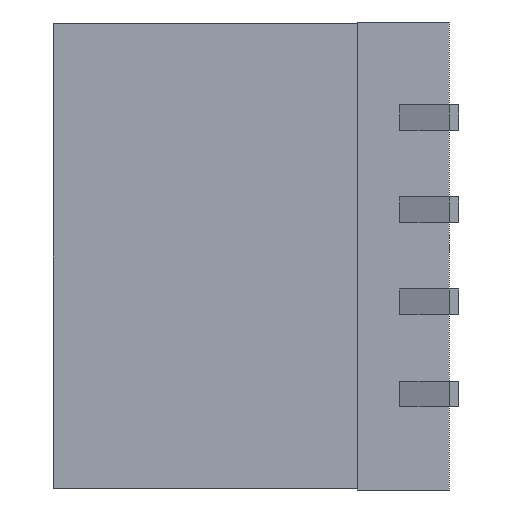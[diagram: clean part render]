
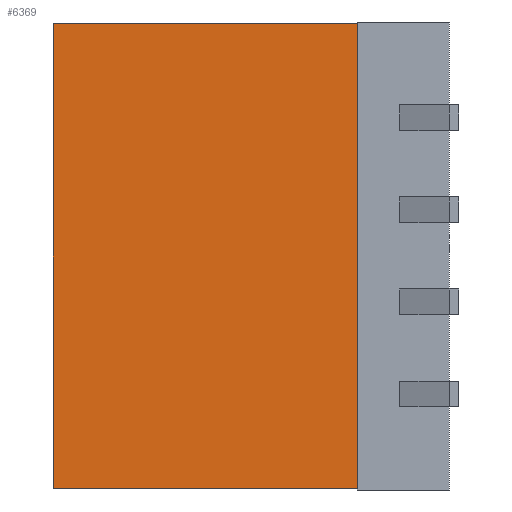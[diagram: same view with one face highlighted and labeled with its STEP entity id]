
A CAD part, left-side view. The second image highlights one B-rep face of the part: STEP entity #6369.
In plain terms, the highlighted planar face has unit normal (-1, 0, 0).
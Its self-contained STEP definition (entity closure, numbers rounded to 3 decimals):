
#58 = EDGE_LOOP ( 'NONE', ( #5007, #352, #9630, #4308 ) ) ;
#269 = LINE ( 'NONE', #7654, #8756 ) ;
#352 = ORIENTED_EDGE ( 'NONE', *, *, #7130, .F. ) ;
#467 = CARTESIAN_POINT ( 'NONE',  ( -5.2, 2.5, 6.3 ) ) ;
#645 = VERTEX_POINT ( 'NONE', #5391 ) ;
#824 = CARTESIAN_POINT ( 'NONE',  ( -5.2, 10.75, -6.3 ) ) ;
#1190 = EDGE_CURVE ( 'NONE', #4798, #645, #2395, .T. ) ;
#1530 = PLANE ( 'NONE',  #2796 ) ;
#1806 = CARTESIAN_POINT ( 'NONE',  ( -5.2, 2.5, -6.3 ) ) ;
#1927 = CARTESIAN_POINT ( 'NONE',  ( -5.2, 10.75, 2.1 ) ) ;
#1953 = DIRECTION ( 'NONE',  ( 0., -1., 0. ) ) ;
#2395 = B_SPLINE_CURVE_WITH_KNOTS ( 'NONE', 3,
 ( #3089, #2515, #1927, #3276 ),
 .UNSPECIFIED., .F., .F.,
 ( 4, 4 ),
 ( 0., 1. ),
 .UNSPECIFIED. ) ;
#2475 = CARTESIAN_POINT ( 'NONE',  ( -5.2, 2.5, -6.3 ) ) ;
#2515 = CARTESIAN_POINT ( 'NONE',  ( -5.2, 10.75, -2.1 ) ) ;
#2569 = VERTEX_POINT ( 'NONE', #1806 ) ;
#2796 = AXIS2_PLACEMENT_3D ( 'NONE', #6711, #8207, #6901 ) ;
#3084 = EDGE_CURVE ( 'NONE', #2569, #4798, #9149, .T. ) ;
#3089 = CARTESIAN_POINT ( 'NONE',  ( -5.2, 10.75, -6.3 ) ) ;
#3138 = VECTOR ( 'NONE', #1953, 1000. ) ;
#3276 = CARTESIAN_POINT ( 'NONE',  ( -5.2, 10.75, 6.3 ) ) ;
#4249 = LINE ( 'NONE', #8726, #3138 ) ;
#4308 = ORIENTED_EDGE ( 'NONE', *, *, #3084, .F. ) ;
#4798 = VERTEX_POINT ( 'NONE', #824 ) ;
#5007 = ORIENTED_EDGE ( 'NONE', *, *, #8112, .T. ) ;
#5391 = CARTESIAN_POINT ( 'NONE',  ( -5.2, 10.75, 6.3 ) ) ;
#5608 = DIRECTION ( 'NONE',  ( 0., 0., 1. ) ) ;
#6207 = VECTOR ( 'NONE', #7445, 1000. ) ;
#6369 = ADVANCED_FACE ( 'NONE', ( #6753 ), #1530, .T. ) ;
#6711 = CARTESIAN_POINT ( 'NONE',  ( -5.2, 2.5, -6.3 ) ) ;
#6753 = FACE_OUTER_BOUND ( 'NONE', #58, .T. ) ;
#6901 = DIRECTION ( 'NONE',  ( 0., 0., 1. ) ) ;
#7130 = EDGE_CURVE ( 'NONE', #645, #8287, #4249, .T. ) ;
#7445 = DIRECTION ( 'NONE',  ( 0., 1., 0. ) ) ;
#7654 = CARTESIAN_POINT ( 'NONE',  ( -5.2, 2.5, -6.3 ) ) ;
#8112 = EDGE_CURVE ( 'NONE', #2569, #8287, #269, .T. ) ;
#8207 = DIRECTION ( 'NONE',  ( -1., 0., 0. ) ) ;
#8287 = VERTEX_POINT ( 'NONE', #467 ) ;
#8726 = CARTESIAN_POINT ( 'NONE',  ( -5.2, 2.5, 6.3 ) ) ;
#8756 = VECTOR ( 'NONE', #5608, 1000. ) ;
#9149 = LINE ( 'NONE', #2475, #6207 ) ;
#9630 = ORIENTED_EDGE ( 'NONE', *, *, #1190, .F. ) ;
